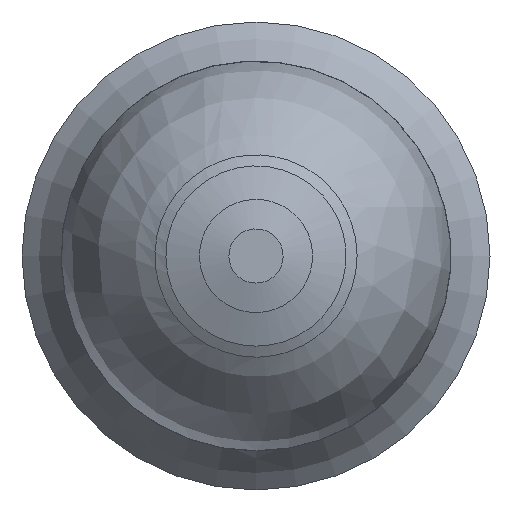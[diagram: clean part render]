
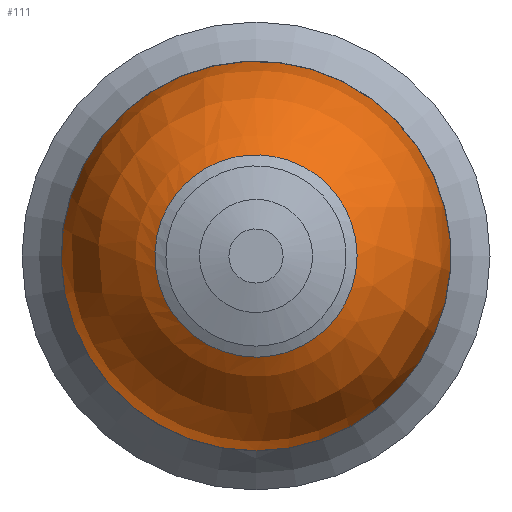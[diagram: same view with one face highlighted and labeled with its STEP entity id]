
A CAD part, left-side view. The second image highlights one B-rep face of the part: STEP entity #111.
In plain terms, the highlighted face is a revolution surface.
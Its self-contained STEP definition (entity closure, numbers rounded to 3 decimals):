
#38=SURFACE_OF_REVOLUTION('',#49,#44);
#44=AXIS1_PLACEMENT('',#336,#262);
#49=B_SPLINE_CURVE_WITH_KNOTS('',3,(#329,#330,#331,#332,#333,#334,#335),
 .UNSPECIFIED.,.F.,.F.,(4,1,1,1,4),(0.,0.25,0.5,0.75,1.),.UNSPECIFIED.);
#52=(
BOUNDED_CURVE()
B_SPLINE_CURVE(3,(#314,#315,#316,#317,#318,#319,#320),.UNSPECIFIED.,.T.,
 .F.)
B_SPLINE_CURVE_WITH_KNOTS((1,3,3,3,1),(-0.5,0.,0.5,1.,1.5),
 .UNSPECIFIED.)
CURVE()
GEOMETRIC_REPRESENTATION_ITEM()
RATIONAL_B_SPLINE_CURVE((1.,0.333,0.333,1.,0.333,
0.333,1.))
REPRESENTATION_ITEM('')
);
#94=FACE_BOUND('',#139,.T.);
#95=FACE_BOUND('',#140,.T.);
#111=ADVANCED_FACE('',(#94,#95),#38,.F.);
#139=EDGE_LOOP('',(#163));
#140=EDGE_LOOP('',(#164));
#163=ORIENTED_EDGE('',*,*,#189,.T.);
#164=ORIENTED_EDGE('',*,*,#191,.F.);
#177=VERTEX_POINT('',#321);
#179=VERTEX_POINT('',#328);
#189=EDGE_CURVE('',#177,#177,#52,.T.);
#191=EDGE_CURVE('',#179,#179,#201,.T.);
#201=CIRCLE('',#220,5.);
#220=AXIS2_PLACEMENT_3D('',#327,#260,#261);
#260=DIRECTION('',(1.,0.,0.));
#261=DIRECTION('',(0.,0.,-1.));
#262=DIRECTION('',(1.,0.,0.));
#314=CARTESIAN_POINT('',(0.725,0.,-2.593));
#315=CARTESIAN_POINT('',(0.725,5.186,-2.593));
#316=CARTESIAN_POINT('',(0.725,5.186,2.593));
#317=CARTESIAN_POINT('',(0.725,0.,2.593));
#318=CARTESIAN_POINT('',(0.725,-5.186,2.593));
#319=CARTESIAN_POINT('',(0.725,-5.186,-2.593));
#320=CARTESIAN_POINT('',(0.725,0.,-2.593));
#321=CARTESIAN_POINT('',(0.724,0.,-2.593));
#327=CARTESIAN_POINT('',(5.,0.,0.));
#328=CARTESIAN_POINT('',(5.,0.,-5.));
#329=CARTESIAN_POINT('',(5.,-4.841,1.25));
#330=CARTESIAN_POINT('',(4.557,-4.842,1.25));
#331=CARTESIAN_POINT('',(3.672,-4.719,1.25));
#332=CARTESIAN_POINT('',(2.443,-4.183,1.25));
#333=CARTESIAN_POINT('',(1.406,-3.334,1.25));
#334=CARTESIAN_POINT('',(0.894,-2.603,1.25));
#335=CARTESIAN_POINT('',(0.692,-2.209,1.25));
#336=CARTESIAN_POINT('',(5.,0.,0.));
